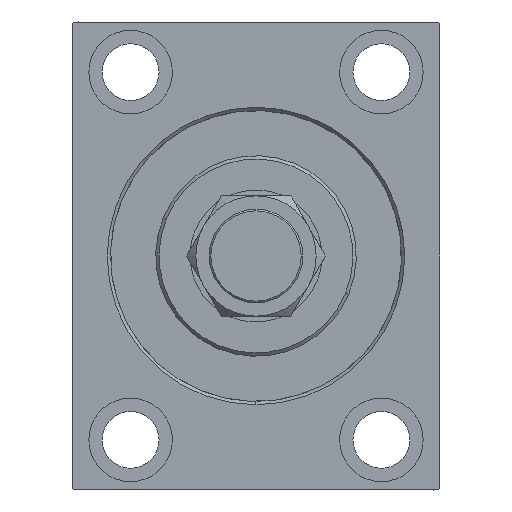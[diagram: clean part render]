
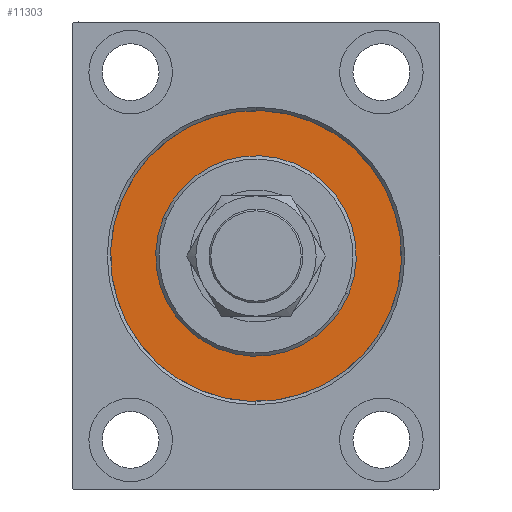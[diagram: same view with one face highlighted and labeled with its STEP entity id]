
A CAD part, left-side view. The second image highlights one B-rep face of the part: STEP entity #11303.
In plain terms, the highlighted face is planar.
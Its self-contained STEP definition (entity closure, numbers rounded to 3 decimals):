
#1681 = CARTESIAN_POINT ( 'NONE',  ( 0., 0., 30. ) ) ;
#4236 = CARTESIAN_POINT ( 'NONE',  ( 0., 0., 0. ) ) ;
#4620 = DIRECTION ( 'NONE',  ( 0., 0., 1. ) ) ;
#4859 = VERTEX_POINT ( 'NONE', #45463 ) ;
#5013 = ORIENTED_EDGE ( 'NONE', *, *, #38492, .F. ) ;
#5274 = VERTEX_POINT ( 'NONE', #13643 ) ;
#5437 = CIRCLE ( 'NONE', #8420, 43.5 ) ;
#6387 = DIRECTION ( 'NONE',  ( -1., 0., 0. ) ) ;
#6473 = CIRCLE ( 'NONE', #31118, 30. ) ;
#7379 = ORIENTED_EDGE ( 'NONE', *, *, #42868, .F. ) ;
#8420 = AXIS2_PLACEMENT_3D ( 'NONE', #36408, #40583, #4620 ) ;
#10122 = FACE_OUTER_BOUND ( 'NONE', #10469, .T. ) ;
#10469 = EDGE_LOOP ( 'NONE', ( #24810, #17988 ) ) ;
#11213 = DIRECTION ( 'NONE',  ( 1., 0., 0. ) ) ;
#11303 = ADVANCED_FACE ( 'NONE', ( #24583, #10122 ), #28084, .F. ) ;
#13075 = EDGE_LOOP ( 'NONE', ( #5013, #7379 ) ) ;
#13643 = CARTESIAN_POINT ( 'NONE',  ( 0., 0., -30. ) ) ;
#15313 = CIRCLE ( 'NONE', #27968, 30. ) ;
#15318 = DIRECTION ( 'NONE',  ( 0., 0., -1. ) ) ;
#15604 = VERTEX_POINT ( 'NONE', #31835 ) ;
#17352 = CARTESIAN_POINT ( 'NONE',  ( 0., 0., 0. ) ) ;
#17988 = ORIENTED_EDGE ( 'NONE', *, *, #33494, .F. ) ;
#18024 = DIRECTION ( 'NONE',  ( 0., 0., 1. ) ) ;
#21755 = DIRECTION ( 'NONE',  ( -1., 0., 0. ) ) ;
#24583 = FACE_BOUND ( 'NONE', #13075, .T. ) ;
#24810 = ORIENTED_EDGE ( 'NONE', *, *, #35613, .F. ) ;
#26502 = DIRECTION ( 'NONE',  ( 1., 0., 0. ) ) ;
#27968 = AXIS2_PLACEMENT_3D ( 'NONE', #32829, #26502, #15318 ) ;
#28084 = PLANE ( 'NONE',  #39837 ) ;
#29175 = DIRECTION ( 'NONE',  ( 0., 0., -1. ) ) ;
#31118 = AXIS2_PLACEMENT_3D ( 'NONE', #43204, #11213, #29175 ) ;
#31835 = CARTESIAN_POINT ( 'NONE',  ( 0., 0., 43.5 ) ) ;
#32829 = CARTESIAN_POINT ( 'NONE',  ( 0., 0., 0. ) ) ;
#33494 = EDGE_CURVE ( 'NONE', #15604, #4859, #39562, .T. ) ;
#35613 = EDGE_CURVE ( 'NONE', #4859, #15604, #5437, .T. ) ;
#36408 = CARTESIAN_POINT ( 'NONE',  ( 0., 0., 0. ) ) ;
#37952 = VERTEX_POINT ( 'NONE', #1681 ) ;
#38492 = EDGE_CURVE ( 'NONE', #37952, #5274, #15313, .T. ) ;
#39562 = CIRCLE ( 'NONE', #43308, 43.5 ) ;
#39837 = AXIS2_PLACEMENT_3D ( 'NONE', #17352, #6387, #42332 ) ;
#40583 = DIRECTION ( 'NONE',  ( -1., 0., 0. ) ) ;
#42332 = DIRECTION ( 'NONE',  ( 0., 0., 1. ) ) ;
#42868 = EDGE_CURVE ( 'NONE', #5274, #37952, #6473, .T. ) ;
#43204 = CARTESIAN_POINT ( 'NONE',  ( 0., 0., 0. ) ) ;
#43308 = AXIS2_PLACEMENT_3D ( 'NONE', #4236, #21755, #18024 ) ;
#45463 = CARTESIAN_POINT ( 'NONE',  ( 0., 0., -43.5 ) ) ;
